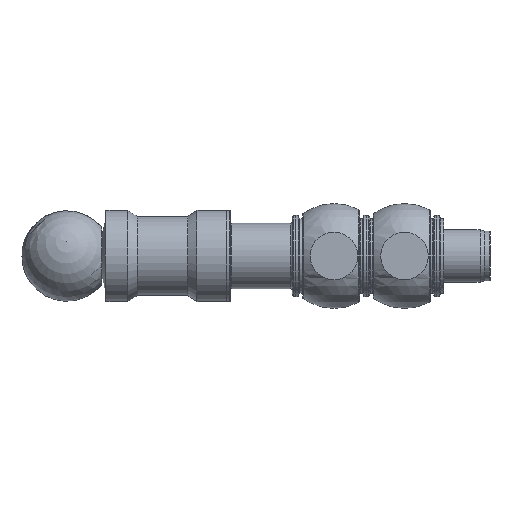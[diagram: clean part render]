
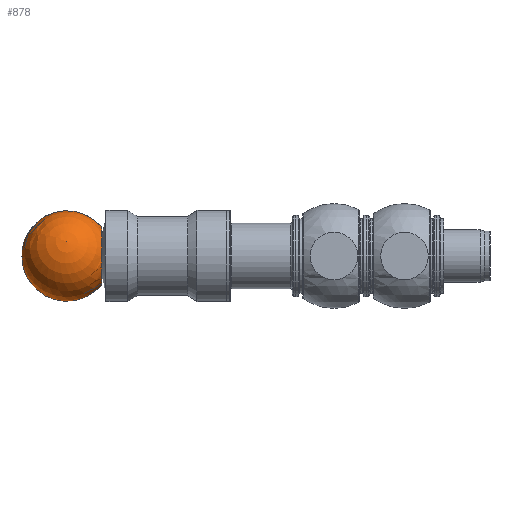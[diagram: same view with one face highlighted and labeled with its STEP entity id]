
A CAD part, left-side view. The second image highlights one B-rep face of the part: STEP entity #878.
In plain terms, the highlighted spherical face has radius 72.5 mm.
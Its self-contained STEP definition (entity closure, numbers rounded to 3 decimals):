
#109=SPHERICAL_SURFACE('',#1029,72.5);
#246=FACE_BOUND('',#449,.T.);
#449=EDGE_LOOP('',(#784));
#517=CIRCLE('',#1030,46.648);
#584=VERTEX_POINT('',#1609);
#651=EDGE_CURVE('',#584,#584,#517,.T.);
#784=ORIENTED_EDGE('',*,*,#651,.F.);
#878=ADVANCED_FACE('',(#246),#109,.T.);
#1029=AXIS2_PLACEMENT_3D('',#1608,#1343,#1344);
#1030=AXIS2_PLACEMENT_3D('',#1610,#1345,#1346);
#1343=DIRECTION('center_axis',(0.,0.,1.));
#1344=DIRECTION('ref_axis',(1.,0.,0.));
#1345=DIRECTION('center_axis',(0.,-1.,0.));
#1346=DIRECTION('ref_axis',(1.,0.,0.));
#1608=CARTESIAN_POINT('Origin',(150.,266.5,0.));
#1609=CARTESIAN_POINT('',(196.648,211.,0.));
#1610=CARTESIAN_POINT('Origin',(150.,211.,0.));
